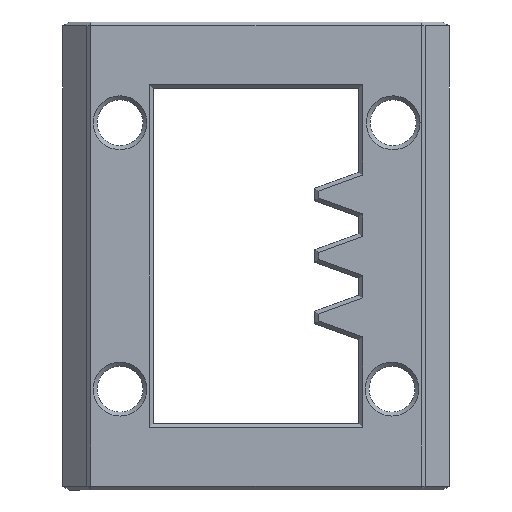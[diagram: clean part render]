
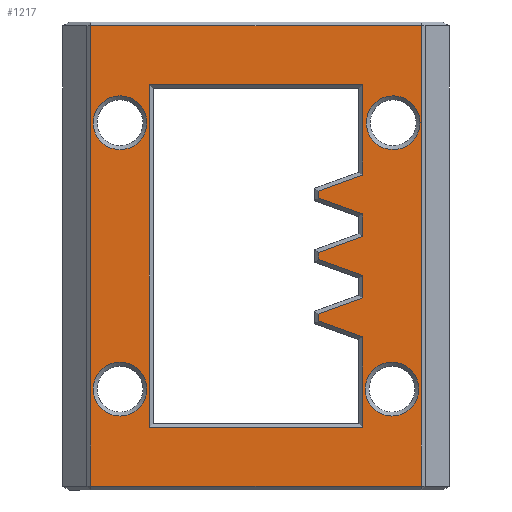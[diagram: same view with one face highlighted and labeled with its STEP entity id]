
A CAD part, top view. The second image highlights one B-rep face of the part: STEP entity #1217.
In plain terms, the highlighted planar face has unit normal (0, 0, 1).
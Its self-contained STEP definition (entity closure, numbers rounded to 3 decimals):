
#27=FACE_BOUND('',#154,.T.);
#28=FACE_BOUND('',#155,.T.);
#29=FACE_BOUND('',#156,.T.);
#30=FACE_BOUND('',#157,.T.);
#31=FACE_BOUND('',#158,.T.);
#37=CIRCLE('',#1308,2.75);
#38=CIRCLE('',#1309,2.75);
#39=CIRCLE('',#1310,2.75);
#40=CIRCLE('',#1311,2.75);
#77=FACE_OUTER_BOUND('',#153,.T.);
#153=EDGE_LOOP('',(#885,#886,#887,#888));
#154=EDGE_LOOP('',(#889));
#155=EDGE_LOOP('',(#890));
#156=EDGE_LOOP('',(#891));
#157=EDGE_LOOP('',(#892));
#158=EDGE_LOOP('',(#893,#894,#895,#896,#897,#898,#899,#900,#901,#902,#903,
#904,#905,#906,#907,#908));
#215=LINE('',#1719,#369);
#219=LINE('',#1727,#373);
#222=LINE('',#1733,#376);
#225=LINE('',#1739,#379);
#228=LINE('',#1745,#382);
#231=LINE('',#1751,#385);
#234=LINE('',#1757,#388);
#237=LINE('',#1763,#391);
#240=LINE('',#1769,#394);
#244=LINE('',#1777,#398);
#247=LINE('',#1783,#401);
#250=LINE('',#1789,#404);
#253=LINE('',#1795,#407);
#256=LINE('',#1801,#410);
#259=LINE('',#1807,#413);
#262=LINE('',#1811,#416);
#280=LINE('',#1849,#434);
#281=LINE('',#1851,#435);
#282=LINE('',#1853,#436);
#283=LINE('',#1854,#437);
#369=VECTOR('',#1379,10.);
#373=VECTOR('',#1385,10.);
#376=VECTOR('',#1390,10.);
#379=VECTOR('',#1395,10.);
#382=VECTOR('',#1400,10.);
#385=VECTOR('',#1405,10.);
#388=VECTOR('',#1410,10.);
#391=VECTOR('',#1415,10.);
#394=VECTOR('',#1420,10.);
#398=VECTOR('',#1426,10.);
#401=VECTOR('',#1431,10.);
#404=VECTOR('',#1436,10.);
#407=VECTOR('',#1441,10.);
#410=VECTOR('',#1446,10.);
#413=VECTOR('',#1451,10.);
#416=VECTOR('',#1456,10.);
#434=VECTOR('',#1492,10.);
#435=VECTOR('',#1493,10.);
#436=VECTOR('',#1494,10.);
#437=VECTOR('',#1495,10.);
#523=VERTEX_POINT('',#1717);
#524=VERTEX_POINT('',#1718);
#527=VERTEX_POINT('',#1726);
#529=VERTEX_POINT('',#1732);
#531=VERTEX_POINT('',#1738);
#533=VERTEX_POINT('',#1744);
#535=VERTEX_POINT('',#1750);
#537=VERTEX_POINT('',#1756);
#539=VERTEX_POINT('',#1762);
#541=VERTEX_POINT('',#1768);
#544=VERTEX_POINT('',#1776);
#546=VERTEX_POINT('',#1782);
#548=VERTEX_POINT('',#1788);
#550=VERTEX_POINT('',#1794);
#552=VERTEX_POINT('',#1800);
#554=VERTEX_POINT('',#1806);
#564=VERTEX_POINT('',#1847);
#565=VERTEX_POINT('',#1848);
#566=VERTEX_POINT('',#1850);
#567=VERTEX_POINT('',#1852);
#568=VERTEX_POINT('',#1855);
#569=VERTEX_POINT('',#1857);
#570=VERTEX_POINT('',#1859);
#571=VERTEX_POINT('',#1861);
#619=EDGE_CURVE('',#523,#524,#215,.T.);
#623=EDGE_CURVE('',#524,#527,#219,.T.);
#626=EDGE_CURVE('',#527,#529,#222,.T.);
#629=EDGE_CURVE('',#529,#531,#225,.T.);
#632=EDGE_CURVE('',#531,#533,#228,.T.);
#635=EDGE_CURVE('',#533,#535,#231,.T.);
#638=EDGE_CURVE('',#535,#537,#234,.T.);
#641=EDGE_CURVE('',#537,#539,#237,.T.);
#644=EDGE_CURVE('',#539,#541,#240,.T.);
#648=EDGE_CURVE('',#541,#544,#244,.T.);
#651=EDGE_CURVE('',#544,#546,#247,.T.);
#654=EDGE_CURVE('',#546,#548,#250,.T.);
#657=EDGE_CURVE('',#548,#550,#253,.T.);
#660=EDGE_CURVE('',#550,#552,#256,.T.);
#663=EDGE_CURVE('',#552,#554,#259,.T.);
#666=EDGE_CURVE('',#554,#523,#262,.T.);
#684=EDGE_CURVE('',#564,#565,#280,.T.);
#685=EDGE_CURVE('',#566,#564,#281,.T.);
#686=EDGE_CURVE('',#567,#566,#282,.T.);
#687=EDGE_CURVE('',#565,#567,#283,.T.);
#688=EDGE_CURVE('',#568,#568,#37,.T.);
#689=EDGE_CURVE('',#569,#569,#38,.T.);
#690=EDGE_CURVE('',#570,#570,#39,.T.);
#691=EDGE_CURVE('',#571,#571,#40,.T.);
#885=ORIENTED_EDGE('',*,*,#684,.F.);
#886=ORIENTED_EDGE('',*,*,#685,.F.);
#887=ORIENTED_EDGE('',*,*,#686,.F.);
#888=ORIENTED_EDGE('',*,*,#687,.F.);
#889=ORIENTED_EDGE('',*,*,#688,.F.);
#890=ORIENTED_EDGE('',*,*,#689,.F.);
#891=ORIENTED_EDGE('',*,*,#690,.F.);
#892=ORIENTED_EDGE('',*,*,#691,.F.);
#893=ORIENTED_EDGE('',*,*,#619,.F.);
#894=ORIENTED_EDGE('',*,*,#666,.F.);
#895=ORIENTED_EDGE('',*,*,#663,.F.);
#896=ORIENTED_EDGE('',*,*,#660,.F.);
#897=ORIENTED_EDGE('',*,*,#657,.F.);
#898=ORIENTED_EDGE('',*,*,#654,.F.);
#899=ORIENTED_EDGE('',*,*,#651,.F.);
#900=ORIENTED_EDGE('',*,*,#648,.F.);
#901=ORIENTED_EDGE('',*,*,#644,.F.);
#902=ORIENTED_EDGE('',*,*,#641,.F.);
#903=ORIENTED_EDGE('',*,*,#638,.F.);
#904=ORIENTED_EDGE('',*,*,#635,.F.);
#905=ORIENTED_EDGE('',*,*,#632,.F.);
#906=ORIENTED_EDGE('',*,*,#629,.F.);
#907=ORIENTED_EDGE('',*,*,#626,.F.);
#908=ORIENTED_EDGE('',*,*,#623,.F.);
#1153=PLANE('',#1307);
#1217=ADVANCED_FACE('',(#77,#27,#28,#29,#30,#31),#1153,.T.);
#1307=AXIS2_PLACEMENT_3D('',#1846,#1490,#1491);
#1308=AXIS2_PLACEMENT_3D('',#1856,#1496,#1497);
#1309=AXIS2_PLACEMENT_3D('',#1858,#1498,#1499);
#1310=AXIS2_PLACEMENT_3D('',#1860,#1500,#1501);
#1311=AXIS2_PLACEMENT_3D('',#1862,#1502,#1503);
#1379=DIRECTION('',(0.,1.,0.));
#1385=DIRECTION('',(-0.94,0.342,0.));
#1390=DIRECTION('',(0.,1.,0.));
#1395=DIRECTION('',(0.94,0.342,0.));
#1400=DIRECTION('',(0.,1.,0.));
#1405=DIRECTION('',(-0.94,0.342,0.));
#1410=DIRECTION('',(0.,1.,0.));
#1415=DIRECTION('',(0.94,0.342,0.));
#1420=DIRECTION('',(0.,1.,0.));
#1426=DIRECTION('',(-1.,0.,0.));
#1431=DIRECTION('',(0.,-1.,0.));
#1436=DIRECTION('',(1.,0.,0.));
#1441=DIRECTION('',(0.,1.,0.));
#1446=DIRECTION('',(-0.94,0.342,0.));
#1451=DIRECTION('',(0.,1.,0.));
#1456=DIRECTION('',(0.94,0.342,0.));
#1490=DIRECTION('center_axis',(0.,0.,1.));
#1491=DIRECTION('ref_axis',(1.,0.,0.));
#1492=DIRECTION('',(1.,0.,0.));
#1493=DIRECTION('',(0.,1.,0.));
#1494=DIRECTION('',(-1.,0.,0.));
#1495=DIRECTION('',(0.,-1.,0.));
#1496=DIRECTION('center_axis',(0.,0.,1.));
#1497=DIRECTION('ref_axis',(1.,0.,0.));
#1498=DIRECTION('center_axis',(0.,0.,1.));
#1499=DIRECTION('ref_axis',(1.,0.,0.));
#1500=DIRECTION('center_axis',(0.,0.,1.));
#1501=DIRECTION('ref_axis',(1.,0.,0.));
#1502=DIRECTION('center_axis',(0.,0.,1.));
#1503=DIRECTION('ref_axis',(1.,0.,0.));
#1717=CARTESIAN_POINT('',(10.9,-4.297,5.));
#1718=CARTESIAN_POINT('',(10.9,-1.986,5.));
#1719=CARTESIAN_POINT('',(10.9,-1.133,5.));
#1726=CARTESIAN_POINT('',(6.4,-0.348,5.));
#1727=CARTESIAN_POINT('',(3.387,0.748,5.));
#1732=CARTESIAN_POINT('',(6.4,0.348,5.));
#1733=CARTESIAN_POINT('',(6.4,0.314,5.));
#1738=CARTESIAN_POINT('',(10.9,1.986,5.));
#1739=CARTESIAN_POINT('',(5.637,0.071,5.));
#1744=CARTESIAN_POINT('',(10.9,4.297,5.));
#1745=CARTESIAN_POINT('',(10.9,2.008,5.));
#1750=CARTESIAN_POINT('',(6.4,5.935,5.));
#1751=CARTESIAN_POINT('',(4.396,6.664,5.));
#1756=CARTESIAN_POINT('',(6.4,6.632,5.));
#1757=CARTESIAN_POINT('',(6.4,3.456,5.));
#1762=CARTESIAN_POINT('',(10.9,8.269,5.));
#1763=CARTESIAN_POINT('',(4.627,5.986,5.));
#1768=CARTESIAN_POINT('',(10.9,17.52,5.));
#1769=CARTESIAN_POINT('',(10.9,8.56,5.));
#1776=CARTESIAN_POINT('',(-10.9,17.52,5.));
#1777=CARTESIAN_POINT('',(-5.25,17.52,5.));
#1782=CARTESIAN_POINT('',(-10.9,-17.52,5.));
#1783=CARTESIAN_POINT('',(-10.9,-8.56,5.));
#1788=CARTESIAN_POINT('',(10.9,-17.52,5.));
#1789=CARTESIAN_POINT('',(5.25,-17.52,5.));
#1794=CARTESIAN_POINT('',(10.9,-8.269,5.));
#1795=CARTESIAN_POINT('',(10.9,-4.275,5.));
#1800=CARTESIAN_POINT('',(6.4,-6.632,5.));
#1801=CARTESIAN_POINT('',(2.377,-5.167,5.));
#1806=CARTESIAN_POINT('',(6.4,-5.935,5.));
#1807=CARTESIAN_POINT('',(6.4,-2.827,5.));
#1811=CARTESIAN_POINT('',(6.646,-5.845,5.));
#1846=CARTESIAN_POINT('Origin',(0.,0.,5.));
#1847=CARTESIAN_POINT('',(-16.9,23.52,5.));
#1848=CARTESIAN_POINT('',(16.9,23.52,5.));
#1849=CARTESIAN_POINT('',(8.65,23.52,5.));
#1850=CARTESIAN_POINT('',(-16.9,-23.52,5.));
#1851=CARTESIAN_POINT('',(-16.9,11.96,5.));
#1852=CARTESIAN_POINT('',(16.9,-23.52,5.));
#1853=CARTESIAN_POINT('',(-8.65,-23.52,5.));
#1854=CARTESIAN_POINT('',(16.9,-11.96,5.));
#1855=CARTESIAN_POINT('',(-16.65,-13.62,5.));
#1856=CARTESIAN_POINT('Origin',(-13.9,-13.62,5.));
#1857=CARTESIAN_POINT('',(11.276,13.62,5.));
#1858=CARTESIAN_POINT('Origin',(14.026,13.62,5.));
#1859=CARTESIAN_POINT('',(-16.65,13.62,5.));
#1860=CARTESIAN_POINT('Origin',(-13.9,13.62,5.));
#1861=CARTESIAN_POINT('',(11.15,-13.62,5.));
#1862=CARTESIAN_POINT('Origin',(13.9,-13.62,5.));
